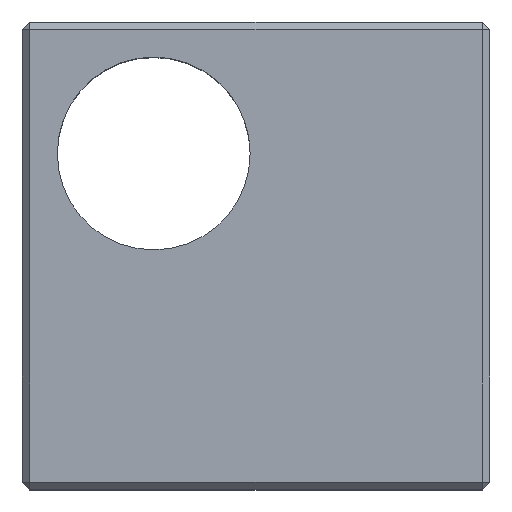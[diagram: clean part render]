
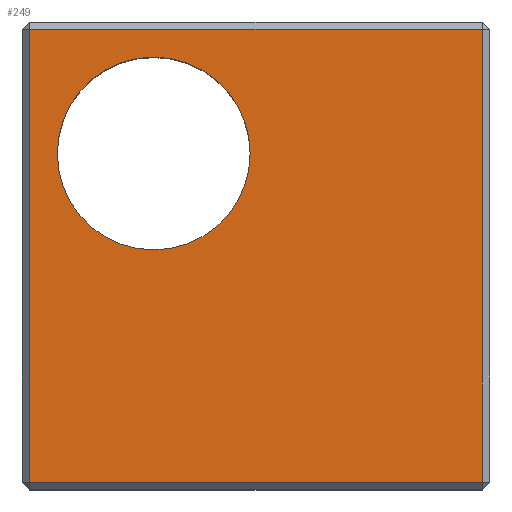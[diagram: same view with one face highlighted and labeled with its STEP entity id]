
A CAD part, top view. The second image highlights one B-rep face of the part: STEP entity #249.
In plain terms, the highlighted planar face has unit normal (0, 0, 1).
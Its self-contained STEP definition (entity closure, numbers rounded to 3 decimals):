
#10 = CARTESIAN_POINT ( 'NONE',  ( 0., 0.25, 10. ) ) ;
#33 = CARTESIAN_POINT ( 'NONE',  ( 7.8, 11.5, 10. ) ) ;
#44 = LINE ( 'NONE', #10, #807 ) ;
#76 = DIRECTION ( 'NONE',  ( 1., 0., 0. ) ) ;
#93 = FACE_BOUND ( 'NONE', #997, .T. ) ;
#111 = CARTESIAN_POINT ( 'NONE',  ( 0., 0., 10. ) ) ;
#124 = CIRCLE ( 'NONE', #1108, 3.3 ) ;
#129 = AXIS2_PLACEMENT_3D ( 'NONE', #111, #1047, #479 ) ;
#189 = CIRCLE ( 'NONE', #412, 3.3 ) ;
#205 = VERTEX_POINT ( 'NONE', #539 ) ;
#243 = VERTEX_POINT ( 'NONE', #318 ) ;
#246 = EDGE_CURVE ( 'NONE', #243, #1018, #124, .T. ) ;
#249 = ADVANCED_FACE ( 'NONE', ( #1080, #93 ), #673, .F. ) ;
#296 = EDGE_CURVE ( 'NONE', #1088, #964, #777, .T. ) ;
#297 = DIRECTION ( 'NONE',  ( 0., 0., 1. ) ) ;
#304 = DIRECTION ( 'NONE',  ( 0., 1., 0. ) ) ;
#318 = CARTESIAN_POINT ( 'NONE',  ( 1.2, 11.5, 10. ) ) ;
#330 = DIRECTION ( 'NONE',  ( 0., -1., 0. ) ) ;
#335 = VECTOR ( 'NONE', #538, 1000. ) ;
#385 = CARTESIAN_POINT ( 'NONE',  ( 15.75, 0., 10. ) ) ;
#412 = AXIS2_PLACEMENT_3D ( 'NONE', #1217, #635, #76 ) ;
#415 = ORIENTED_EDGE ( 'NONE', *, *, #974, .T. ) ;
#479 = DIRECTION ( 'NONE',  ( -1., 0., 0. ) ) ;
#509 = CARTESIAN_POINT ( 'NONE',  ( 15.75, 15.75, 10. ) ) ;
#521 = VECTOR ( 'NONE', #304, 1000. ) ;
#535 = ORIENTED_EDGE ( 'NONE', *, *, #1221, .F. ) ;
#538 = DIRECTION ( 'NONE',  ( -1., 0., 0. ) ) ;
#539 = CARTESIAN_POINT ( 'NONE',  ( 0.25, 15.75, 10. ) ) ;
#575 = DIRECTION ( 'NONE',  ( 1., 0., 0. ) ) ;
#602 = LINE ( 'NONE', #793, #872 ) ;
#631 = EDGE_CURVE ( 'NONE', #964, #205, #829, .T. ) ;
#635 = DIRECTION ( 'NONE',  ( 0., 0., 1. ) ) ;
#673 = PLANE ( 'NONE',  #129 ) ;
#677 = ORIENTED_EDGE ( 'NONE', *, *, #1078, .T. ) ;
#680 = ORIENTED_EDGE ( 'NONE', *, *, #296, .T. ) ;
#687 = CARTESIAN_POINT ( 'NONE',  ( 0.25, 0.25, 10. ) ) ;
#775 = CARTESIAN_POINT ( 'NONE',  ( 15.75, 0.25, 10. ) ) ;
#777 = LINE ( 'NONE', #385, #521 ) ;
#793 = CARTESIAN_POINT ( 'NONE',  ( 0.25, 0., 10. ) ) ;
#802 = ORIENTED_EDGE ( 'NONE', *, *, #246, .F. ) ;
#807 = VECTOR ( 'NONE', #575, 1000. ) ;
#829 = LINE ( 'NONE', #1199, #335 ) ;
#861 = CARTESIAN_POINT ( 'NONE',  ( 4.5, 11.5, 10. ) ) ;
#872 = VECTOR ( 'NONE', #330, 1000. ) ;
#947 = DIRECTION ( 'NONE',  ( 1., 0., 0. ) ) ;
#964 = VERTEX_POINT ( 'NONE', #509 ) ;
#970 = VERTEX_POINT ( 'NONE', #687 ) ;
#974 = EDGE_CURVE ( 'NONE', #205, #970, #602, .T. ) ;
#997 = EDGE_LOOP ( 'NONE', ( #535, #802 ) ) ;
#1011 = ORIENTED_EDGE ( 'NONE', *, *, #631, .T. ) ;
#1018 = VERTEX_POINT ( 'NONE', #33 ) ;
#1047 = DIRECTION ( 'NONE',  ( 0., 0., -1. ) ) ;
#1078 = EDGE_CURVE ( 'NONE', #970, #1088, #44, .T. ) ;
#1080 = FACE_OUTER_BOUND ( 'NONE', #1219, .T. ) ;
#1088 = VERTEX_POINT ( 'NONE', #775 ) ;
#1108 = AXIS2_PLACEMENT_3D ( 'NONE', #861, #297, #947 ) ;
#1199 = CARTESIAN_POINT ( 'NONE',  ( 0., 15.75, 10. ) ) ;
#1217 = CARTESIAN_POINT ( 'NONE',  ( 4.5, 11.5, 10. ) ) ;
#1219 = EDGE_LOOP ( 'NONE', ( #677, #680, #1011, #415 ) ) ;
#1221 = EDGE_CURVE ( 'NONE', #1018, #243, #189, .T. ) ;
